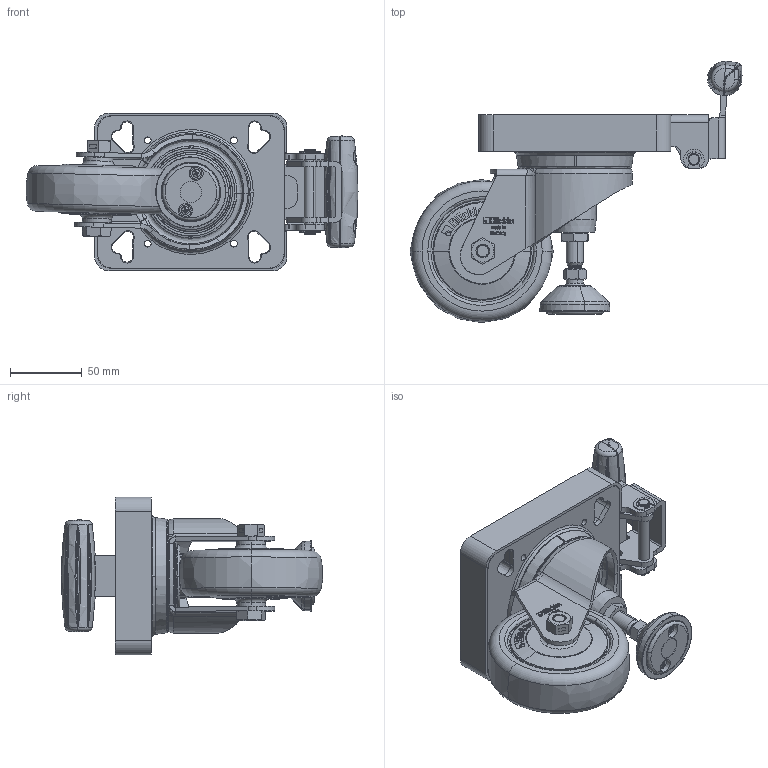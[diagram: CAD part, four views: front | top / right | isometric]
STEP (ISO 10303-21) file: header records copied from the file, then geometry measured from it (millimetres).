
FILE_DESCRIPTION (( 'STEP AP214' ), '1' );
FILE_NAME ('098LF100GF134110.STEP', '2019-02-15T10:30:13', ( '' ), ( '' ), 'SwSTEP 2.0', 'SolidWorks 2017', '' );
FILE_SCHEMA (( 'AUTOMOTIVE_DESIGN' ));
Length unit declared in the file: millimetre
Products named in the file (22): FATH-00018682_098LF134110R03; FATH-00018681_098LF134110R04; FATH-00017821_098LFR04; FATH-00007993_4DIN6799D07; FATH-00017109_098LF134110R01; FATH-00018216_9D050KG12066MS01; FATH-00017284_098LF134110; 340me256_340me256e; 098DM12____-a-Tab_098DM12066M; 098LF100GF134110; FATH-00007156_4DIN439BM12M; 098dg050_098DG050S01; FATH-00017081_098D050K; FATH-00018192_098S100UF134110; FATH-00018177_4DIN934M10MS02; FATH-00017871_4DIN931M1060M; FATH-00017141_098S100US01; FATH-00017259_098LF100; FATH-00017724_098LF134110R07; FATH-00018680; FATH-00017824_4DIN7500CM0408M; FATH-00018683_098LF134110R04
Assembly tree (24 placements, depth 4):
  098LF100GF134110
    FATH-00017724_098LF134110R07
      FATH-00017284_098LF134110
      FATH-00017109_098LF134110R01
      FATH-00007993_4DIN6799D07  x2
      FATH-00017821_098LFR04
      FATH-00018680
        FATH-00018681_098LF134110R04
        FATH-00018682_098LF134110R03
        FATH-00018683_098LF134110R04
        FATH-00017824_4DIN7500CM0408M  x2
    FATH-00018192_098S100UF134110
      FATH-00017259_098LF100
      FATH-00017141_098S100US01
      FATH-00017871_4DIN931M1060M
      FATH-00018177_4DIN934M10MS02
    FATH-00018216_9D050KG12066MS01
      FATH-00017081_098D050K
      098dg050_098DG050S01
      FATH-00007156_4DIN439BM12M
      098DM12____-a-Tab_098DM12066M
      340me256_340me256e  x2
Bounding box: 231.44 x 182.1 x 110 mm (x, y, z)
Volume: 627259.3 mm3; surface area: 291505.2 mm2
Topology: 114 solids, 116 shells, 4154 faces, 10942 edges, 6700 vertices
Faces by surface type: bspline 1436, plane 1093, cylinder 813, cone 468, torus 280, sphere 64
Entity records: 184634 total; most frequent: CARTESIAN_POINT 81373, ORIENTED_EDGE 20500, DIRECTION 15222, EDGE_CURVE 10252, VERTEX_POINT 6510, AXIS2_PLACEMENT_3D 5914, EDGE_LOOP 4287, FACE_OUTER_BOUND 4038
